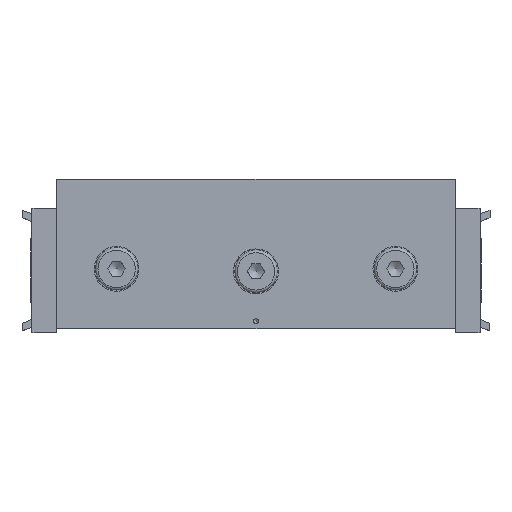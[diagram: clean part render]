
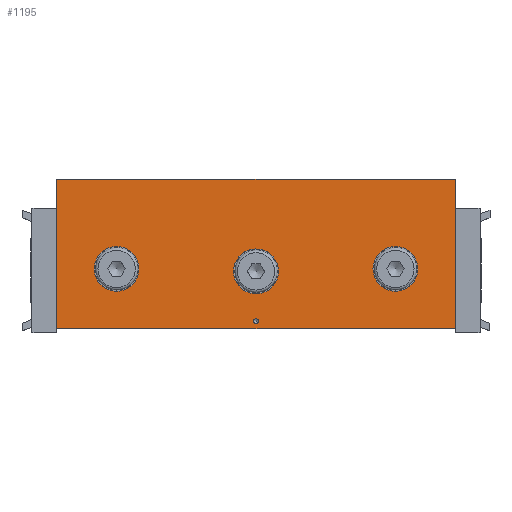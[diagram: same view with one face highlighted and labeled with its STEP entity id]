
A CAD part, top view. The second image highlights one B-rep face of the part: STEP entity #1195.
In plain terms, the highlighted planar face has unit normal (0, 0, 1).
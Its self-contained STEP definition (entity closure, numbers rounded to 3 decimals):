
#129=CARTESIAN_POINT('',(0.5,-13.5,10.0));
#130=VERTEX_POINT('',#129);
#131=CARTESIAN_POINT('',(0.,-13.5,10.0));
#132=DIRECTION('',(0.0,0.0,-1.0));
#133=DIRECTION('',(1.0,0.0,0.0));
#134=AXIS2_PLACEMENT_3D('',#131,#132,#133);
#135=CIRCLE('',#134,0.5);
#136=EDGE_CURVE('',#130,#130,#135,.T.);
#827=CARTESIAN_POINT('',(4.5,-3.5,10.0));
#828=VERTEX_POINT('',#827);
#829=CARTESIAN_POINT('',(0.,-3.5,10.0));
#830=DIRECTION('',(0.0,0.0,-1.0));
#831=DIRECTION('',(1.0,0.0,0.0));
#832=AXIS2_PLACEMENT_3D('',#829,#830,#831);
#833=CIRCLE('',#832,4.5);
#834=EDGE_CURVE('',#828,#828,#833,.T.);
#912=CARTESIAN_POINT('',(32.5,-3.,10.0));
#913=VERTEX_POINT('',#912);
#914=CARTESIAN_POINT('',(28.,-3.,10.0));
#915=DIRECTION('',(0.0,0.0,-1.0));
#916=DIRECTION('',(1.0,0.0,0.0));
#917=AXIS2_PLACEMENT_3D('',#914,#915,#916);
#918=CIRCLE('',#917,4.5);
#919=EDGE_CURVE('',#913,#913,#918,.T.);
#997=CARTESIAN_POINT('',(-23.5,-3.,10.0));
#998=VERTEX_POINT('',#997);
#999=CARTESIAN_POINT('',(-28.,-3.,10.0));
#1000=DIRECTION('',(0.0,0.0,-1.0));
#1001=DIRECTION('',(1.0,0.0,0.0));
#1002=AXIS2_PLACEMENT_3D('',#999,#1000,#1001);
#1003=CIRCLE('',#1002,4.5);
#1004=EDGE_CURVE('',#998,#998,#1003,.T.);
#1029=CARTESIAN_POINT('',(40.0,15.,10.0));
#1030=VERTEX_POINT('',#1029);
#1031=CARTESIAN_POINT('',(40.,-15.0,10.0));
#1032=VERTEX_POINT('',#1031);
#1033=CARTESIAN_POINT('',(40.0,15.,10.0));
#1034=DIRECTION('',(0.0,-1.0,0.0));
#1035=VECTOR('',#1034,30.);
#1036=LINE('',#1033,#1035);
#1037=EDGE_CURVE('',#1030,#1032,#1036,.T.);
#1075=CARTESIAN_POINT('',(-40.,-15.0,10.0));
#1076=VERTEX_POINT('',#1075);
#1077=CARTESIAN_POINT('',(40.,-15.0,10.0));
#1078=DIRECTION('',(-1.0,0.0,0.0));
#1079=VECTOR('',#1078,80.);
#1080=LINE('',#1077,#1079);
#1081=EDGE_CURVE('',#1032,#1076,#1080,.T.);
#1112=CARTESIAN_POINT('',(-40.0,15.0,10.0));
#1113=VERTEX_POINT('',#1112);
#1114=CARTESIAN_POINT('',(-40.,-15.0,10.0));
#1115=DIRECTION('',(0.0,1.0,0.0));
#1116=VECTOR('',#1115,30.0);
#1117=LINE('',#1114,#1116);
#1118=EDGE_CURVE('',#1076,#1113,#1117,.T.);
#1149=CARTESIAN_POINT('',(-40.0,15.0,10.0));
#1150=DIRECTION('',(1.0,0.0,0.0));
#1151=VECTOR('',#1150,80.0);
#1152=LINE('',#1149,#1151);
#1153=EDGE_CURVE('',#1113,#1030,#1152,.T.);
#1172=CARTESIAN_POINT('',(0.,0.,10.0));
#1173=DIRECTION('',(0.0,0.0,1.0));
#1174=DIRECTION('',(1.0,0.0,0.0));
#1175=AXIS2_PLACEMENT_3D('',#1172,#1173,#1174);
#1176=PLANE('',#1175);
#1177=ORIENTED_EDGE('',*,*,#1037,.F.);
#1178=ORIENTED_EDGE('',*,*,#1153,.F.);
#1179=ORIENTED_EDGE('',*,*,#1118,.F.);
#1180=ORIENTED_EDGE('',*,*,#1081,.F.);
#1181=EDGE_LOOP('',(#1177,#1178,#1179,#1180));
#1182=FACE_OUTER_BOUND('',#1181,.T.);
#1183=ORIENTED_EDGE('',*,*,#136,.T.);
#1184=EDGE_LOOP('',(#1183));
#1185=FACE_BOUND('',#1184,.T.);
#1186=ORIENTED_EDGE('',*,*,#834,.T.);
#1187=EDGE_LOOP('',(#1186));
#1188=FACE_BOUND('',#1187,.T.);
#1189=ORIENTED_EDGE('',*,*,#919,.T.);
#1190=EDGE_LOOP('',(#1189));
#1191=FACE_BOUND('',#1190,.T.);
#1192=ORIENTED_EDGE('',*,*,#1004,.T.);
#1193=EDGE_LOOP('',(#1192));
#1194=FACE_BOUND('',#1193,.T.);
#1195=ADVANCED_FACE('',(#1182,#1185,#1188,#1191,#1194),#1176,.T.);
